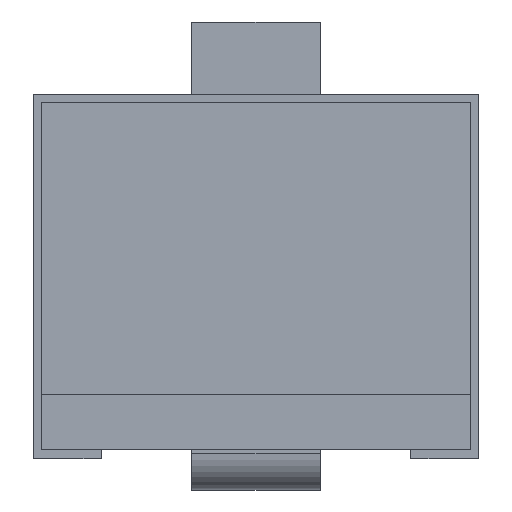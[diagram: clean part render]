
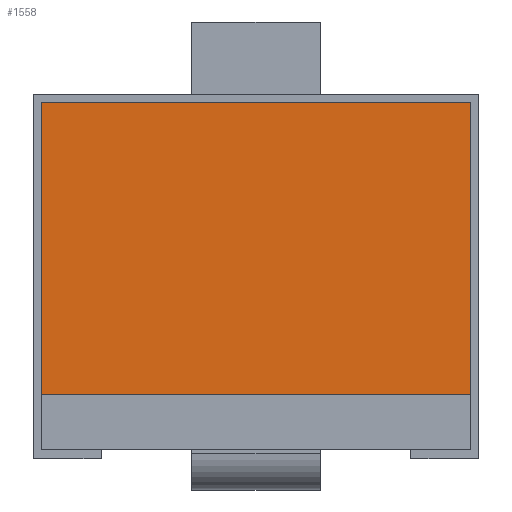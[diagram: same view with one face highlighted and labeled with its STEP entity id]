
A CAD part, top view. The second image highlights one B-rep face of the part: STEP entity #1558.
In plain terms, the highlighted planar face has unit normal (0, 0, 1).
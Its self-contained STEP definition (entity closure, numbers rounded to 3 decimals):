
#1429 = VERTEX_POINT('',#1430);
#1430 = CARTESIAN_POINT('',(-17.875,12.15,2.05));
#1436 = EDGE_CURVE('',#1429,#1437,#1439,.T.);
#1437 = VERTEX_POINT('',#1438);
#1438 = CARTESIAN_POINT('',(17.875,12.15,2.05));
#1439 = LINE('',#1440,#1441);
#1440 = CARTESIAN_POINT('',(-17.875,12.15,2.05));
#1441 = VECTOR('',#1442,1.);
#1442 = DIRECTION('',(1.,0.,0.));
#1467 = EDGE_CURVE('',#1437,#1468,#1470,.T.);
#1468 = VERTEX_POINT('',#1469);
#1469 = CARTESIAN_POINT('',(17.875,-12.15,2.05));
#1470 = LINE('',#1471,#1472);
#1471 = CARTESIAN_POINT('',(17.875,12.15,2.05));
#1472 = VECTOR('',#1473,1.);
#1473 = DIRECTION('',(0.,-1.,0.));
#1498 = EDGE_CURVE('',#1468,#1499,#1501,.T.);
#1499 = VERTEX_POINT('',#1500);
#1500 = CARTESIAN_POINT('',(-17.875,-12.15,2.05));
#1501 = LINE('',#1502,#1503);
#1502 = CARTESIAN_POINT('',(17.875,-12.15,2.05));
#1503 = VECTOR('',#1504,1.);
#1504 = DIRECTION('',(-1.,0.,0.));
#1529 = EDGE_CURVE('',#1499,#1429,#1530,.T.);
#1530 = LINE('',#1531,#1532);
#1531 = CARTESIAN_POINT('',(-17.875,-12.15,2.05));
#1532 = VECTOR('',#1533,1.);
#1533 = DIRECTION('',(0.,1.,0.));
#1558 = ADVANCED_FACE('',(#1559),#1565,.T.);
#1559 = FACE_BOUND('',#1560,.F.);
#1560 = EDGE_LOOP('',(#1561,#1562,#1563,#1564));
#1561 = ORIENTED_EDGE('',*,*,#1436,.T.);
#1562 = ORIENTED_EDGE('',*,*,#1467,.T.);
#1563 = ORIENTED_EDGE('',*,*,#1498,.T.);
#1564 = ORIENTED_EDGE('',*,*,#1529,.T.);
#1565 = PLANE('',#1566);
#1566 = AXIS2_PLACEMENT_3D('',#1567,#1568,#1569);
#1567 = CARTESIAN_POINT('',(-17.875,12.15,2.05));
#1568 = DIRECTION('',(0.,0.,1.));
#1569 = DIRECTION('',(1.,0.,0.));
